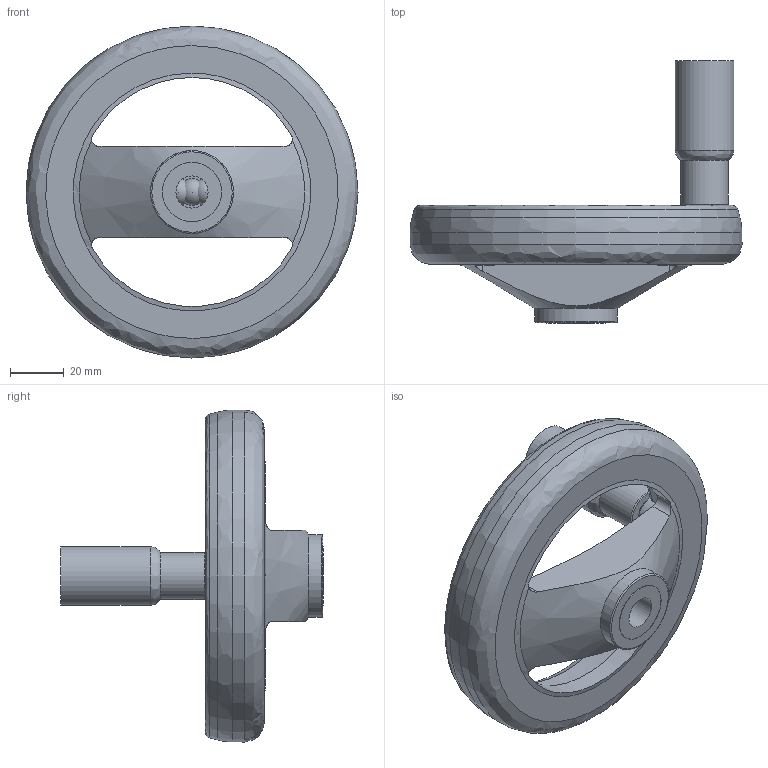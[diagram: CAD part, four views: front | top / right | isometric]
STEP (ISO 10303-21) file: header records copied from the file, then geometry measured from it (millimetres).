
FILE_DESCRIPTION (( 'STEP AP214' ), '1' );
FILE_NAME ('VRTP-125-IR-A12.STEP', '2023-05-10T15:51:55', ( '' ), ( '' ), 'SwSTEP 2.0', 'SolidWorks 2021', '' );
FILE_SCHEMA (( 'AUTOMOTIVE_DESIGN' ));
Length unit declared in the file: inch
Products named in the file (1): VRTP-125-IR-A12
Bounding box: 124 x 98 x 124 mm (x, y, z)
Volume: 178159.5 mm3; surface area: 42383.3 mm2
Topology: 4 solids, 4 shells, 100 faces, 251 edges, 161 vertices
Faces by surface type: cylinder 35, plane 34, cone 15, bspline 10, torus 6
Full cylindrical faces by diameter (mm): 2 x5, 3 x1, 3.2 x4, 3.242 x1, 6.4 x1, 12 x1, 17.6 x1, 22 x2, 26 x1, 31 x1, 124 x1
Entity records: 3489 total; most frequent: CARTESIAN_POINT 1404, DIRECTION 394, ORIENTED_EDGE 372, EDGE_CURVE 186, AXIS2_PLACEMENT_3D 169, EDGE_LOOP 155, VERTEX_POINT 139, FACE_OUTER_BOUND 126
